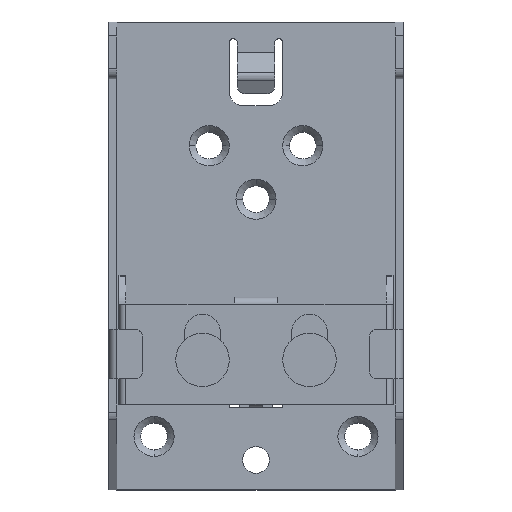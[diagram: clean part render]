
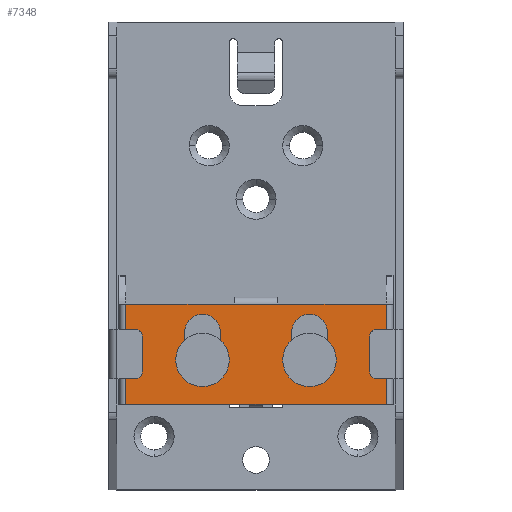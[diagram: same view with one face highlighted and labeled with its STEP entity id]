
A CAD part, top view. The second image highlights one B-rep face of the part: STEP entity #7348.
In plain terms, the highlighted planar face has unit normal (0, 0, 1).
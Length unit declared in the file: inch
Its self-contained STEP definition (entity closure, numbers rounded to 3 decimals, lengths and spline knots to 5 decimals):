
#246 = ORIENTED_EDGE ( 'NONE', *, *, #4617, .F. ) ;
#297 = ORIENTED_EDGE ( 'NONE', *, *, #2237, .F. ) ;
#329 = DIRECTION ( 'NONE',  ( 0., 0., 1. ) ) ;
#361 = CARTESIAN_POINT ( 'NONE',  ( -0.41929, -0.2185, 0.29134 ) ) ;
#373 = CARTESIAN_POINT ( 'NONE',  ( -0.31496, -0.2185, 0.29134 ) ) ;
#400 = LINE ( 'NONE', #489, #4648 ) ;
#418 = DIRECTION ( 'NONE',  ( 1., 0., 0. ) ) ;
#443 = AXIS2_PLACEMENT_3D ( 'NONE', #4016, #6845, #469 ) ;
#448 = DIRECTION ( 'NONE',  ( 0., 1., 0. ) ) ;
#453 = DIRECTION ( 'NONE',  ( 0., 0., 1. ) ) ;
#469 = DIRECTION ( 'NONE',  ( -1., 0., 0. ) ) ;
#489 = CARTESIAN_POINT ( 'NONE',  ( 0.76772, -0.48031, 0.29134 ) ) ;
#514 = LINE ( 'NONE', #4761, #1304 ) ;
#575 = AXIS2_PLACEMENT_3D ( 'NONE', #1177, #6162, #9017 ) ;
#646 = EDGE_CURVE ( 'NONE', #5395, #9182, #5855, .T. ) ;
#925 = VECTOR ( 'NONE', #4866, 39.37008 ) ;
#950 = CARTESIAN_POINT ( 'NONE',  ( -0.76772, -0.48031, 0.29134 ) ) ;
#1111 = EDGE_CURVE ( 'NONE', #9129, #8673, #3821, .T. ) ;
#1177 = CARTESIAN_POINT ( 'NONE',  ( 0., -1.0315, 0.29134 ) ) ;
#1300 = AXIS2_PLACEMENT_3D ( 'NONE', #2744, #4787, #418 ) ;
#1304 = VECTOR ( 'NONE', #6202, 39.37008 ) ;
#1363 = ORIENTED_EDGE ( 'NONE', *, *, #4102, .F. ) ;
#1488 = VERTEX_POINT ( 'NONE', #7762 ) ;
#1536 = ORIENTED_EDGE ( 'NONE', *, *, #3666, .F. ) ;
#1543 = CARTESIAN_POINT ( 'NONE',  ( 0.41929, -0.05315, 0.29134 ) ) ;
#1635 = VERTEX_POINT ( 'NONE', #3724 ) ;
#1696 = VECTOR ( 'NONE', #4319, 39.37008 ) ;
#1763 = DIRECTION ( 'NONE',  ( 1., 0., 0. ) ) ;
#1860 = ORIENTED_EDGE ( 'NONE', *, *, #8457, .F. ) ;
#1880 = FACE_BOUND ( 'NONE', #4568, .T. ) ;
#2064 = VECTOR ( 'NONE', #7711, 39.37008 ) ;
#2106 = CARTESIAN_POINT ( 'NONE',  ( -0.76772, -0.48031, 0.29134 ) ) ;
#2117 = CIRCLE ( 'NONE', #3458, 0.10433 ) ;
#2156 = CARTESIAN_POINT ( 'NONE',  ( 0.76772, 0.11024, 0.29134 ) ) ;
#2163 = VERTEX_POINT ( 'NONE', #2696 ) ;
#2214 = VERTEX_POINT ( 'NONE', #3357 ) ;
#2235 = VECTOR ( 'NONE', #4945, 39.37008 ) ;
#2237 = EDGE_CURVE ( 'NONE', #1488, #8815, #5025, .T. ) ;
#2593 = DIRECTION ( 'NONE',  ( 1., 0., 0. ) ) ;
#2659 = EDGE_CURVE ( 'NONE', #9182, #1488, #4927, .T. ) ;
#2696 = CARTESIAN_POINT ( 'NONE',  ( 0.12795, 0.11024, 0.29134 ) ) ;
#2744 = CARTESIAN_POINT ( 'NONE',  ( -0.31496, -0.05315, 0.29134 ) ) ;
#2757 = VECTOR ( 'NONE', #7344, 39.37008 ) ;
#2997 = ORIENTED_EDGE ( 'NONE', *, *, #1111, .T. ) ;
#3129 = VERTEX_POINT ( 'NONE', #3295 ) ;
#3177 = DIRECTION ( 'NONE',  ( -1., 0., 0. ) ) ;
#3204 = CARTESIAN_POINT ( 'NONE',  ( 0.12795, 0.11024, 0.29134 ) ) ;
#3295 = CARTESIAN_POINT ( 'NONE',  ( 0.76772, -0.48031, 0.29134 ) ) ;
#3357 = CARTESIAN_POINT ( 'NONE',  ( 0.21063, -0.2185, 0.29134 ) ) ;
#3447 = ORIENTED_EDGE ( 'NONE', *, *, #8564, .T. ) ;
#3458 = AXIS2_PLACEMENT_3D ( 'NONE', #5293, #453, #1763 ) ;
#3472 = ORIENTED_EDGE ( 'NONE', *, *, #4514, .F. ) ;
#3512 = CARTESIAN_POINT ( 'NONE',  ( 0.21063, -0.05315, 0.29134 ) ) ;
#3609 = VERTEX_POINT ( 'NONE', #3512 ) ;
#3666 = EDGE_CURVE ( 'NONE', #8815, #5395, #514, .T. ) ;
#3724 = CARTESIAN_POINT ( 'NONE',  ( 0.41929, -0.2185, 0.29134 ) ) ;
#3732 = VERTEX_POINT ( 'NONE', #2156 ) ;
#3821 = LINE ( 'NONE', #8097, #2757 ) ;
#3834 = ORIENTED_EDGE ( 'NONE', *, *, #2659, .F. ) ;
#3919 = CARTESIAN_POINT ( 'NONE',  ( -0.76772, 0.11024, 0.29134 ) ) ;
#3969 = ORIENTED_EDGE ( 'NONE', *, *, #4459, .T. ) ;
#4016 = CARTESIAN_POINT ( 'NONE',  ( 0.31496, -0.2185, 0.29134 ) ) ;
#4102 = EDGE_CURVE ( 'NONE', #9129, #4942, #7444, .T. ) ;
#4319 = DIRECTION ( 'NONE',  ( 0., 1., 0. ) ) ;
#4408 = EDGE_CURVE ( 'NONE', #2163, #3732, #8843, .T. ) ;
#4459 = EDGE_CURVE ( 'NONE', #3129, #3732, #400, .T. ) ;
#4514 = EDGE_CURVE ( 'NONE', #1635, #7615, #9024, .T. ) ;
#4568 = EDGE_LOOP ( 'NONE', ( #297, #3834, #6917, #1536 ) ) ;
#4617 = EDGE_CURVE ( 'NONE', #3609, #2214, #5615, .T. ) ;
#4648 = VECTOR ( 'NONE', #8944, 39.37008 ) ;
#4691 = CARTESIAN_POINT ( 'NONE',  ( -0.21063, -0.2185, 0.29134 ) ) ;
#4722 = CARTESIAN_POINT ( 'NONE',  ( -0.41929, -0.05315, 0.29134 ) ) ;
#4724 = FACE_OUTER_BOUND ( 'NONE', #5460, .T. ) ;
#4761 = CARTESIAN_POINT ( 'NONE',  ( -0.41929, -0.05315, 0.29134 ) ) ;
#4787 = DIRECTION ( 'NONE',  ( 0., 0., 1. ) ) ;
#4866 = DIRECTION ( 'NONE',  ( 0., -1., 0. ) ) ;
#4927 = LINE ( 'NONE', #6498, #1696 ) ;
#4942 = VERTEX_POINT ( 'NONE', #8259 ) ;
#4945 = DIRECTION ( 'NONE',  ( 1., 0., 0. ) ) ;
#4946 = VECTOR ( 'NONE', #448, 39.37008 ) ;
#5025 = CIRCLE ( 'NONE', #1300, 0.10433 ) ;
#5209 = EDGE_CURVE ( 'NONE', #2163, #4942, #8704, .T. ) ;
#5291 = AXIS2_PLACEMENT_3D ( 'NONE', #373, #329, #3177 ) ;
#5293 = CARTESIAN_POINT ( 'NONE',  ( 0.31496, -0.05315, 0.29134 ) ) ;
#5335 = EDGE_CURVE ( 'NONE', #7615, #3609, #2117, .T. ) ;
#5395 = VERTEX_POINT ( 'NONE', #361 ) ;
#5460 = EDGE_LOOP ( 'NONE', ( #3969, #8520, #6647, #1363, #2997, #3447 ) ) ;
#5615 = LINE ( 'NONE', #7608, #925 ) ;
#5855 = CIRCLE ( 'NONE', #5291, 0.10433 ) ;
#6162 = DIRECTION ( 'NONE',  ( 0., 0., -1. ) ) ;
#6202 = DIRECTION ( 'NONE',  ( 0., -1., 0. ) ) ;
#6351 = EDGE_LOOP ( 'NONE', ( #8494, #3472, #1860, #246 ) ) ;
#6429 = LINE ( 'NONE', #2106, #2235 ) ;
#6498 = CARTESIAN_POINT ( 'NONE',  ( -0.21063, -0.2185, 0.29134 ) ) ;
#6540 = CIRCLE ( 'NONE', #443, 0.10433 ) ;
#6647 = ORIENTED_EDGE ( 'NONE', *, *, #5209, .T. ) ;
#6772 = CARTESIAN_POINT ( 'NONE',  ( 0.41929, -0.2185, 0.29134 ) ) ;
#6845 = DIRECTION ( 'NONE',  ( 0., 0., 1. ) ) ;
#6917 = ORIENTED_EDGE ( 'NONE', *, *, #646, .F. ) ;
#7316 = VECTOR ( 'NONE', #2593, 39.37008 ) ;
#7344 = DIRECTION ( 'NONE',  ( 0., -1., 0. ) ) ;
#7348 = ADVANCED_FACE ( 'NONE', ( #1880, #7511, #4724 ), #7556, .F. ) ;
#7444 = LINE ( 'NONE', #3919, #2064 ) ;
#7454 = VECTOR ( 'NONE', #8046, 39.37008 ) ;
#7511 = FACE_BOUND ( 'NONE', #6351, .T. ) ;
#7544 = CARTESIAN_POINT ( 'NONE',  ( -0.76772, 0.11024, 0.29134 ) ) ;
#7556 = PLANE ( 'NONE',  #575 ) ;
#7608 = CARTESIAN_POINT ( 'NONE',  ( 0.21063, -0.05315, 0.29134 ) ) ;
#7615 = VERTEX_POINT ( 'NONE', #1543 ) ;
#7711 = DIRECTION ( 'NONE',  ( 1., 0., 0. ) ) ;
#7762 = CARTESIAN_POINT ( 'NONE',  ( -0.21063, -0.05315, 0.29134 ) ) ;
#7864 = CARTESIAN_POINT ( 'NONE',  ( 0.12795, 0.11024, 0.29134 ) ) ;
#8046 = DIRECTION ( 'NONE',  ( -1., 0., 0. ) ) ;
#8097 = CARTESIAN_POINT ( 'NONE',  ( -0.76772, 0.11024, 0.29134 ) ) ;
#8259 = CARTESIAN_POINT ( 'NONE',  ( -0.12795, 0.11024, 0.29134 ) ) ;
#8457 = EDGE_CURVE ( 'NONE', #2214, #1635, #6540, .T. ) ;
#8494 = ORIENTED_EDGE ( 'NONE', *, *, #5335, .F. ) ;
#8520 = ORIENTED_EDGE ( 'NONE', *, *, #4408, .F. ) ;
#8564 = EDGE_CURVE ( 'NONE', #8673, #3129, #6429, .T. ) ;
#8673 = VERTEX_POINT ( 'NONE', #950 ) ;
#8704 = LINE ( 'NONE', #7864, #7454 ) ;
#8815 = VERTEX_POINT ( 'NONE', #4722 ) ;
#8843 = LINE ( 'NONE', #3204, #7316 ) ;
#8944 = DIRECTION ( 'NONE',  ( 0., 1., 0. ) ) ;
#9017 = DIRECTION ( 'NONE',  ( 0., 1., 0. ) ) ;
#9024 = LINE ( 'NONE', #6772, #4946 ) ;
#9129 = VERTEX_POINT ( 'NONE', #7544 ) ;
#9182 = VERTEX_POINT ( 'NONE', #4691 ) ;
